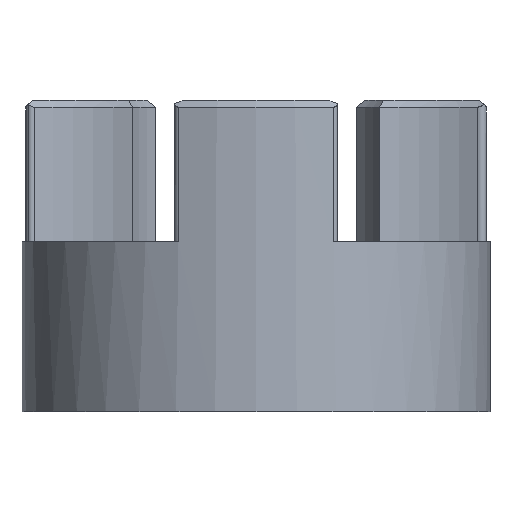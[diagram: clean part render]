
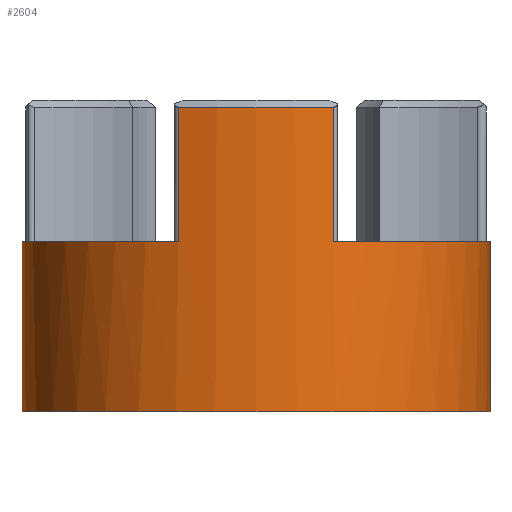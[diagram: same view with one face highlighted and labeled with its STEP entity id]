
A CAD part, front view. The second image highlights one B-rep face of the part: STEP entity #2604.
In plain terms, the highlighted cylindrical face has radius 16.51 mm (diameter 33.02 mm), a partial arc.
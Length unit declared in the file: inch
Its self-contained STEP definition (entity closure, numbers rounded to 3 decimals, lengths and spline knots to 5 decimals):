
#78 = VECTOR ( 'NONE', #2098, 39.37008 ) ;
#174 = CARTESIAN_POINT ( 'NONE',  ( -0.21549, -0.61324, -0.7 ) ) ;
#264 = DIRECTION ( 'NONE',  ( -1., 0., 0. ) ) ;
#285 = EDGE_CURVE ( 'NONE', #1100, #3258, #2020, .T. ) ;
#298 = CARTESIAN_POINT ( 'NONE',  ( 0., 0., -0.22756 ) ) ;
#406 = CARTESIAN_POINT ( 'NONE',  ( 0.21549, -0.61324, 0.14664 ) ) ;
#515 = ORIENTED_EDGE ( 'NONE', *, *, #3347, .F. ) ;
#521 = ORIENTED_EDGE ( 'NONE', *, *, #2528, .T. ) ;
#566 = DIRECTION ( 'NONE',  ( 1., 0., 0. ) ) ;
#596 = EDGE_CURVE ( 'NONE', #4195, #3832, #870, .T. ) ;
#722 = EDGE_LOOP ( 'NONE', ( #515, #1735, #521, #2015, #3316, #4238, #990, #2693 ) ) ;
#844 = DIRECTION ( 'NONE',  ( 0., 0., 1. ) ) ;
#849 = AXIS2_PLACEMENT_3D ( 'NONE', #298, #3930, #2273 ) ;
#870 = CIRCLE ( 'NONE', #3319, 0.65 ) ;
#990 = ORIENTED_EDGE ( 'NONE', *, *, #1048, .T. ) ;
#1048 = EDGE_CURVE ( 'NONE', #4127, #3304, #3907, .T. ) ;
#1100 = VERTEX_POINT ( 'NONE', #2192 ) ;
#1193 = CARTESIAN_POINT ( 'NONE',  ( 0.65, 0., -0.7 ) ) ;
#1223 = DIRECTION ( 'NONE',  ( 0., 0., 1. ) ) ;
#1229 = DIRECTION ( 'NONE',  ( 0., 0., -1. ) ) ;
#1428 = CARTESIAN_POINT ( 'NONE',  ( -0.65, 0., -0.22756 ) ) ;
#1446 = CIRCLE ( 'NONE', #3895, 0.65 ) ;
#1505 = CARTESIAN_POINT ( 'NONE',  ( 0., 0., -0.7 ) ) ;
#1518 = CARTESIAN_POINT ( 'NONE',  ( 0., 0., 0.14664 ) ) ;
#1538 = DIRECTION ( 'NONE',  ( 1., 0., 0. ) ) ;
#1606 = CARTESIAN_POINT ( 'NONE',  ( 0., 0., -0.22756 ) ) ;
#1724 = AXIS2_PLACEMENT_3D ( 'NONE', #1518, #1229, #264 ) ;
#1735 = ORIENTED_EDGE ( 'NONE', *, *, #596, .T. ) ;
#1750 = EDGE_CURVE ( 'NONE', #3258, #4127, #1922, .T. ) ;
#1760 = CARTESIAN_POINT ( 'NONE',  ( 0.21549, -0.61324, -0.7 ) ) ;
#1819 = DIRECTION ( 'NONE',  ( 1., 0., 0. ) ) ;
#1821 = CARTESIAN_POINT ( 'NONE',  ( -0.65, 0., -0.7 ) ) ;
#1856 = CIRCLE ( 'NONE', #849, 0.65 ) ;
#1869 = LINE ( 'NONE', #3448, #78 ) ;
#1922 = CIRCLE ( 'NONE', #1724, 0.65 ) ;
#2015 = ORIENTED_EDGE ( 'NONE', *, *, #4102, .F. ) ;
#2020 = LINE ( 'NONE', #1760, #2689 ) ;
#2098 = DIRECTION ( 'NONE',  ( 0., 0., 1. ) ) ;
#2192 = CARTESIAN_POINT ( 'NONE',  ( 0.21549, -0.61324, -0.22756 ) ) ;
#2273 = DIRECTION ( 'NONE',  ( 1., 0., 0. ) ) ;
#2324 = LINE ( 'NONE', #1821, #3943 ) ;
#2348 = VERTEX_POINT ( 'NONE', #1428 ) ;
#2479 = AXIS2_PLACEMENT_3D ( 'NONE', #3192, #2551, #1538 ) ;
#2528 = EDGE_CURVE ( 'NONE', #3832, #2796, #1869, .T. ) ;
#2551 = DIRECTION ( 'NONE',  ( 0., 0., 1. ) ) ;
#2596 = CARTESIAN_POINT ( 'NONE',  ( -0.21549, -0.61324, 0.14664 ) ) ;
#2604 = ADVANCED_FACE ( 'NONE', ( #3296 ), #2838, .T. ) ;
#2609 = DIRECTION ( 'NONE',  ( 0., 0., 1. ) ) ;
#2637 = CARTESIAN_POINT ( 'NONE',  ( -0.65, 0., -0.7 ) ) ;
#2689 = VECTOR ( 'NONE', #2609, 39.37008 ) ;
#2693 = ORIENTED_EDGE ( 'NONE', *, *, #3945, .F. ) ;
#2751 = DIRECTION ( 'NONE',  ( 0., 0., -1. ) ) ;
#2796 = VERTEX_POINT ( 'NONE', #4211 ) ;
#2838 = CYLINDRICAL_SURFACE ( 'NONE', #2479, 0.65 ) ;
#3192 = CARTESIAN_POINT ( 'NONE',  ( 0., 0., -0.7 ) ) ;
#3258 = VERTEX_POINT ( 'NONE', #406 ) ;
#3296 = FACE_OUTER_BOUND ( 'NONE', #722, .T. ) ;
#3304 = VERTEX_POINT ( 'NONE', #4079 ) ;
#3316 = ORIENTED_EDGE ( 'NONE', *, *, #285, .T. ) ;
#3319 = AXIS2_PLACEMENT_3D ( 'NONE', #1505, #844, #1819 ) ;
#3347 = EDGE_CURVE ( 'NONE', #4195, #2348, #2324, .T. ) ;
#3448 = CARTESIAN_POINT ( 'NONE',  ( 0.65, 0., -0.7 ) ) ;
#3763 = VECTOR ( 'NONE', #2751, 39.37008 ) ;
#3832 = VERTEX_POINT ( 'NONE', #1193 ) ;
#3895 = AXIS2_PLACEMENT_3D ( 'NONE', #1606, #1223, #566 ) ;
#3907 = LINE ( 'NONE', #174, #3763 ) ;
#3930 = DIRECTION ( 'NONE',  ( 0., 0., 1. ) ) ;
#3943 = VECTOR ( 'NONE', #4065, 39.37008 ) ;
#3945 = EDGE_CURVE ( 'NONE', #2348, #3304, #1446, .T. ) ;
#4065 = DIRECTION ( 'NONE',  ( 0., 0., 1. ) ) ;
#4079 = CARTESIAN_POINT ( 'NONE',  ( -0.21549, -0.61324, -0.22756 ) ) ;
#4102 = EDGE_CURVE ( 'NONE', #1100, #2796, #1856, .T. ) ;
#4127 = VERTEX_POINT ( 'NONE', #2596 ) ;
#4195 = VERTEX_POINT ( 'NONE', #2637 ) ;
#4211 = CARTESIAN_POINT ( 'NONE',  ( 0.65, 0., -0.22756 ) ) ;
#4238 = ORIENTED_EDGE ( 'NONE', *, *, #1750, .T. ) ;
